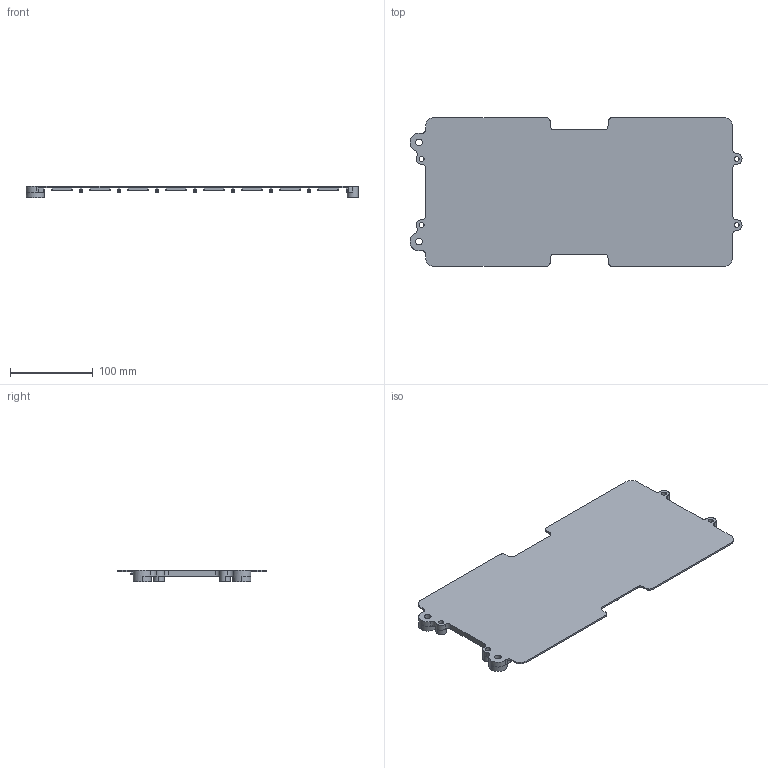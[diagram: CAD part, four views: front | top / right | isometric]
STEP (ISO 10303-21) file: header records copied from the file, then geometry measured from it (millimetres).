
FILE_DESCRIPTION(('FreeCAD Model'),'2;1');
FILE_NAME('Part2.step', '2021-02-28T21:10:36',('Author'),(''), 'Open CASCADE STEP processor 7.3','FreeCAD','Unknown');
FILE_SCHEMA(('AUTOMOTIVE_DESIGN { 1 0 10303 214 1 1 1 1 }'));
Length unit declared in the file: millimetre
Products named in the file (1): SOLID153
Bounding box: 401.5 x 180 x 13.7 mm (x, y, z)
Volume: 165297 mm3; surface area: 152277.8 mm2
Topology: 1 solids, 1 shells, 221 faces, 617 edges, 413 vertices
Faces by surface type: cylinder 112, plane 109
Entity records: 15358 total; most frequent: CARTESIAN_POINT 2680, DIRECTION 2508, LINE 1359, VECTOR 1359, ORIENTED_EDGE 1234, PCURVE 1234, DEFINITIONAL_REPRESENTATION 1234, EDGE_CURVE 617
